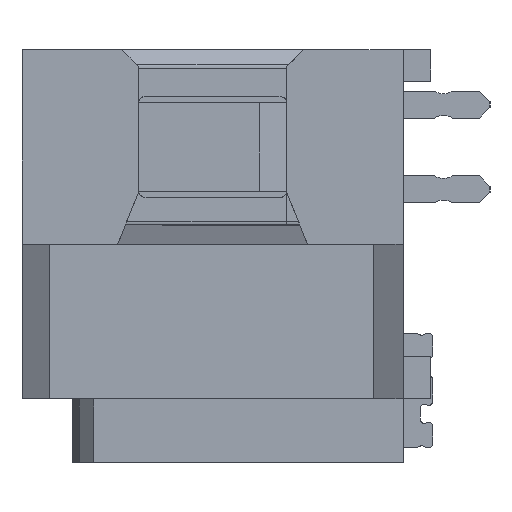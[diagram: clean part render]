
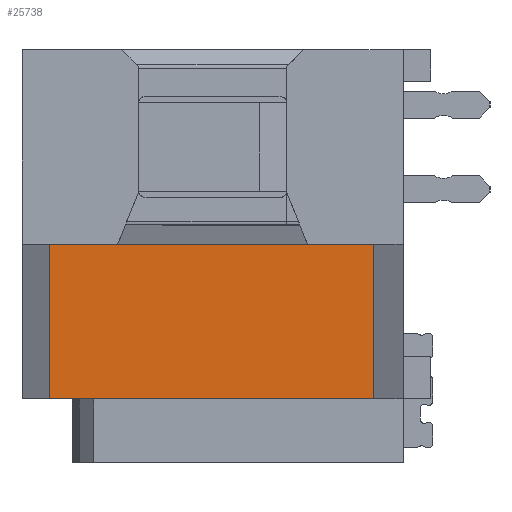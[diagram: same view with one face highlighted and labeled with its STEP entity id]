
A CAD part, left-side view. The second image highlights one B-rep face of the part: STEP entity #25738.
In plain terms, the highlighted planar face has unit normal (-1, 0, 0).
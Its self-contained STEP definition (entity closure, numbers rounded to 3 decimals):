
#484 = CARTESIAN_POINT ( 'NONE',  ( -12.98, 1.35, -5.95 ) ) ;
#602 = CARTESIAN_POINT ( 'NONE',  ( -12.98, 9., -5.95 ) ) ;
#1407 = VERTEX_POINT ( 'NONE', #19332 ) ;
#2165 = CARTESIAN_POINT ( 'NONE',  ( -12.98, 9., -5.95 ) ) ;
#3891 = VECTOR ( 'NONE', #9044, 1000. ) ;
#4922 = DIRECTION ( 'NONE',  ( 0., 0., 1. ) ) ;
#6024 = LINE ( 'NONE', #484, #17424 ) ;
#6854 = CARTESIAN_POINT ( 'NONE',  ( -12.98, 9., -5.95 ) ) ;
#8755 = VECTOR ( 'NONE', #18126, 1000. ) ;
#9044 = DIRECTION ( 'NONE',  ( 0., -1., 0. ) ) ;
#9127 = EDGE_LOOP ( 'NONE', ( #21237, #22086, #23533, #23505 ) ) ;
#9216 = DIRECTION ( 'NONE',  ( 0., 0., 1. ) ) ;
#9242 = CARTESIAN_POINT ( 'NONE',  ( -12.98, 9., -5.95 ) ) ;
#9946 = LINE ( 'NONE', #2165, #3891 ) ;
#13223 = LINE ( 'NONE', #6854, #18544 ) ;
#13469 = EDGE_CURVE ( 'NONE', #16381, #1407, #13223, .T. ) ;
#13988 = EDGE_CURVE ( 'NONE', #24300, #14183, #6024, .T. ) ;
#14183 = VERTEX_POINT ( 'NONE', #16442 ) ;
#14277 = DIRECTION ( 'NONE',  ( 0., 0., -1. ) ) ;
#16381 = VERTEX_POINT ( 'NONE', #9242 ) ;
#16390 = EDGE_CURVE ( 'NONE', #1407, #14183, #25185, .T. ) ;
#16442 = CARTESIAN_POINT ( 'NONE',  ( -12.98, 1.35, -2.3 ) ) ;
#17424 = VECTOR ( 'NONE', #4922, 1000. ) ;
#18126 = DIRECTION ( 'NONE',  ( 0., -1., 0. ) ) ;
#18544 = VECTOR ( 'NONE', #9216, 1000. ) ;
#19332 = CARTESIAN_POINT ( 'NONE',  ( -12.98, 9., -2.3 ) ) ;
#20023 = EDGE_CURVE ( 'NONE', #16381, #24300, #9946, .T. ) ;
#21237 = ORIENTED_EDGE ( 'NONE', *, *, #13988, .T. ) ;
#22086 = ORIENTED_EDGE ( 'NONE', *, *, #16390, .F. ) ;
#22136 = CARTESIAN_POINT ( 'NONE',  ( -12.98, 1.35, -5.95 ) ) ;
#22548 = CARTESIAN_POINT ( 'NONE',  ( -12.98, 9., -2.3 ) ) ;
#23505 = ORIENTED_EDGE ( 'NONE', *, *, #20023, .T. ) ;
#23533 = ORIENTED_EDGE ( 'NONE', *, *, #13469, .F. ) ;
#23975 = PLANE ( 'NONE',  #24442 ) ;
#24300 = VERTEX_POINT ( 'NONE', #22136 ) ;
#24442 = AXIS2_PLACEMENT_3D ( 'NONE', #602, #25652, #14277 ) ;
#25185 = LINE ( 'NONE', #22548, #8755 ) ;
#25652 = DIRECTION ( 'NONE',  ( 1., 0., 0. ) ) ;
#25738 = ADVANCED_FACE ( 'NONE', ( #29643 ), #23975, .F. ) ;
#29643 = FACE_OUTER_BOUND ( 'NONE', #9127, .T. ) ;
